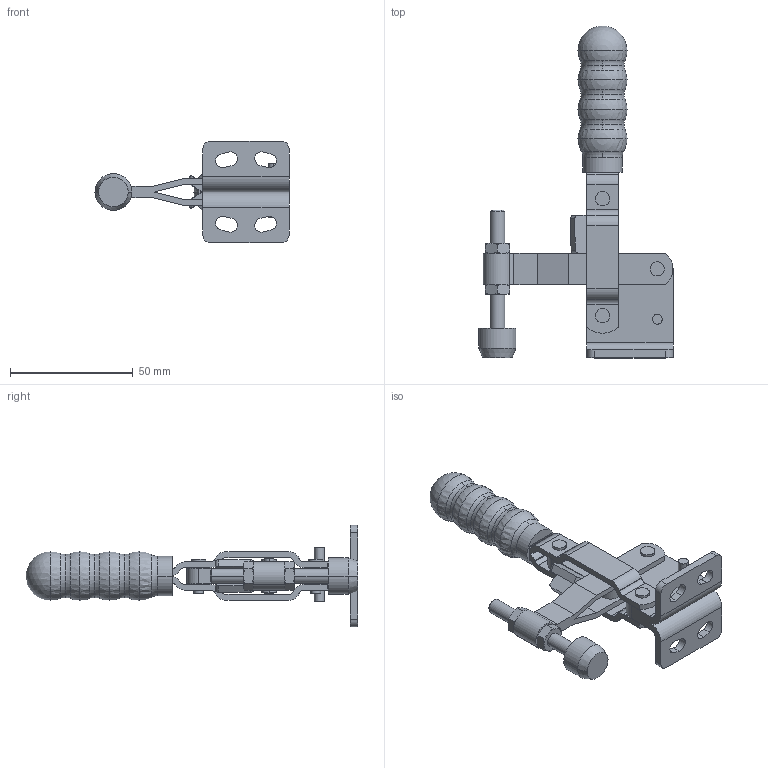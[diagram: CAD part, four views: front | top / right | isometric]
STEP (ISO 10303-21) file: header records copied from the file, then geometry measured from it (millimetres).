
FILE_DESCRIPTION( ( '' ), '1' );
FILE_NAME( 'v200_2c_2_03.stp', '2006-11-29T10:33:08', ( '' ), ( '' ), ' ', ' ', ' ' );
FILE_SCHEMA( ( 'CONFIG_CONTROL_DESIGN' ) );
Length unit declared in the file: millimetre
Products named in the file (6): 1; 2; 3; 4; 5; 6
Bounding box: 78.89 x 134.93 x 41.4 mm (x, y, z)
Volume: 41618.8 mm3; surface area: 27841.6 mm2
Topology: 6 solids, 6 shells, 298 faces, 768 edges, 491 vertices
Faces by surface type: cylinder 127, plane 113, cone 36, torus 14, sphere 8
Entity records: 9333 total; most frequent: DIRECTION 1661, CARTESIAN_POINT 1643, ORIENTED_EDGE 1504, EDGE_CURVE 752, AXIS2_PLACEMENT_3D 653, VERTEX_POINT 491, LINE 355, VECTOR 355
